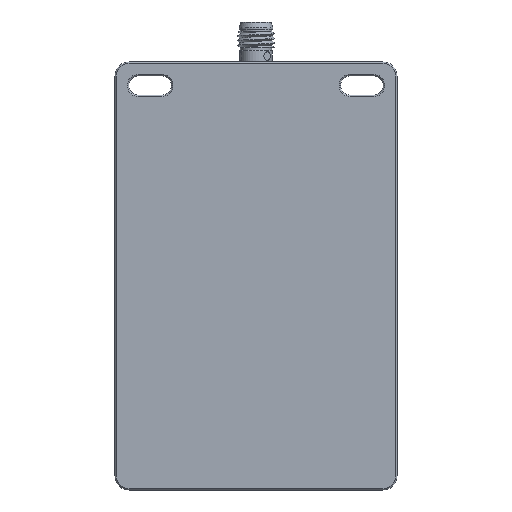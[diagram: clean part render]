
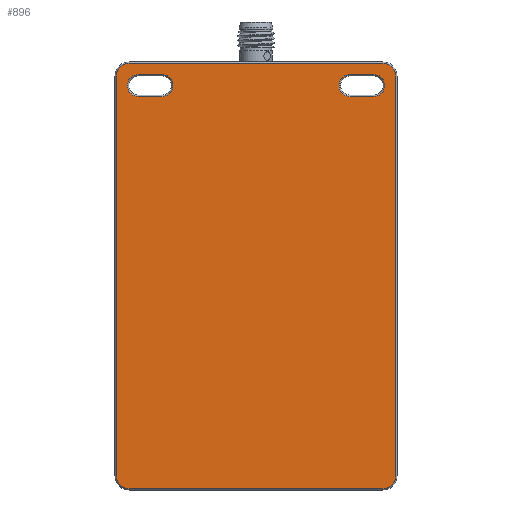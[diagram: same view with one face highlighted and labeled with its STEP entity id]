
A CAD part, front view. The second image highlights one B-rep face of the part: STEP entity #896.
In plain terms, the highlighted planar face has unit normal (0, -1, 0).
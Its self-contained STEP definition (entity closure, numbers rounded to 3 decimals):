
#32 = AXIS2_PLACEMENT_3D ( 'NONE', #4823, #2381, #6944 ) ;
#133 = CIRCLE ( 'NONE', #6405, 2.7 ) ;
#218 = EDGE_CURVE ( 'NONE', #2434, #4614, #3012, .T. ) ;
#269 = ORIENTED_EDGE ( 'NONE', *, *, #727, .T. ) ;
#313 = VECTOR ( 'NONE', #4245, 1000. ) ;
#421 = CARTESIAN_POINT ( 'NONE',  ( 0., 0., 0. ) ) ;
#431 = DIRECTION ( 'NONE',  ( 1., 0., 0. ) ) ;
#435 = VERTEX_POINT ( 'NONE', #6300 ) ;
#537 = CARTESIAN_POINT ( 'NONE',  ( -25., 0., 43.65 ) ) ;
#569 = VERTEX_POINT ( 'NONE', #977 ) ;
#631 = DIRECTION ( 'NONE',  ( 0., 0., 1. ) ) ;
#727 = EDGE_CURVE ( 'NONE', #569, #3145, #7425, .T. ) ;
#802 = ORIENTED_EDGE ( 'NONE', *, *, #8091, .T. ) ;
#862 = AXIS2_PLACEMENT_3D ( 'NONE', #2214, #3593, #4185 ) ;
#896 = ADVANCED_FACE ( 'NONE', ( #2294, #3147, #2383 ), #7005, .F. ) ;
#977 = CARTESIAN_POINT ( 'NONE',  ( -25., 0., 48.35 ) ) ;
#1062 = CARTESIAN_POINT ( 'NONE',  ( -27., 0., 50.7 ) ) ;
#1076 = CARTESIAN_POINT ( 'NONE',  ( 27., 0., 48. ) ) ;
#1488 = EDGE_LOOP ( 'NONE', ( #269, #3116, #5844, #4067 ) ) ;
#1560 = DIRECTION ( 'NONE',  ( 0., 0., -1. ) ) ;
#1585 = VERTEX_POINT ( 'NONE', #7937 ) ;
#1629 = EDGE_CURVE ( 'NONE', #7588, #2571, #6038, .T. ) ;
#1651 = LINE ( 'NONE', #2171, #313 ) ;
#1656 = DIRECTION ( 'NONE',  ( 0., 1., 0. ) ) ;
#1701 = CARTESIAN_POINT ( 'NONE',  ( -20., 0., 46. ) ) ;
#1761 = EDGE_CURVE ( 'NONE', #435, #7588, #1829, .T. ) ;
#1784 = CARTESIAN_POINT ( 'NONE',  ( 25., 0., 48.35 ) ) ;
#1829 = LINE ( 'NONE', #7584, #7149 ) ;
#1838 = VERTEX_POINT ( 'NONE', #6158 ) ;
#1915 = CARTESIAN_POINT ( 'NONE',  ( 0., 0., 43.65 ) ) ;
#1944 = ORIENTED_EDGE ( 'NONE', *, *, #8113, .T. ) ;
#1949 = ORIENTED_EDGE ( 'NONE', *, *, #4569, .T. ) ;
#2112 = DIRECTION ( 'NONE',  ( 0., -1., 0. ) ) ;
#2139 = ORIENTED_EDGE ( 'NONE', *, *, #5150, .T. ) ;
#2171 = CARTESIAN_POINT ( 'NONE',  ( 25., 0., 48.35 ) ) ;
#2212 = VECTOR ( 'NONE', #1560, 1000. ) ;
#2214 = CARTESIAN_POINT ( 'NONE',  ( 20., 0., 46. ) ) ;
#2243 = ORIENTED_EDGE ( 'NONE', *, *, #6591, .T. ) ;
#2275 = AXIS2_PLACEMENT_3D ( 'NONE', #421, #3190, #6946 ) ;
#2294 = FACE_BOUND ( 'NONE', #8374, .T. ) ;
#2302 = CARTESIAN_POINT ( 'NONE',  ( 0., 0., 48.35 ) ) ;
#2381 = DIRECTION ( 'NONE',  ( 0., 1., 0. ) ) ;
#2383 = FACE_OUTER_BOUND ( 'NONE', #4164, .T. ) ;
#2386 = EDGE_CURVE ( 'NONE', #1585, #6388, #5153, .T. ) ;
#2434 = VERTEX_POINT ( 'NONE', #6439 ) ;
#2571 = VERTEX_POINT ( 'NONE', #7806 ) ;
#2715 = AXIS2_PLACEMENT_3D ( 'NONE', #4872, #7506, #5519 ) ;
#2730 = CIRCLE ( 'NONE', #32, 2.35 ) ;
#2842 = DIRECTION ( 'NONE',  ( 0., 0., 1. ) ) ;
#3012 = LINE ( 'NONE', #6214, #6240 ) ;
#3116 = ORIENTED_EDGE ( 'NONE', *, *, #6075, .T. ) ;
#3145 = VERTEX_POINT ( 'NONE', #4730 ) ;
#3146 = AXIS2_PLACEMENT_3D ( 'NONE', #7143, #7174, #7209 ) ;
#3147 = FACE_BOUND ( 'NONE', #1488, .T. ) ;
#3190 = DIRECTION ( 'NONE',  ( 0., 1., 0. ) ) ;
#3485 = CARTESIAN_POINT ( 'NONE',  ( 27., 0., -39.7 ) ) ;
#3494 = ORIENTED_EDGE ( 'NONE', *, *, #4091, .T. ) ;
#3531 = AXIS2_PLACEMENT_3D ( 'NONE', #1701, #7725, #3775 ) ;
#3547 = DIRECTION ( 'NONE',  ( -1., 0., 0. ) ) ;
#3566 = CARTESIAN_POINT ( 'NONE',  ( -25., 0., 46. ) ) ;
#3593 = DIRECTION ( 'NONE',  ( 0., 1., 0. ) ) ;
#3598 = CARTESIAN_POINT ( 'NONE',  ( -29.7, 0., 0. ) ) ;
#3775 = DIRECTION ( 'NONE',  ( 0., 0., 1. ) ) ;
#3924 = VERTEX_POINT ( 'NONE', #5179 ) ;
#4054 = VERTEX_POINT ( 'NONE', #8006 ) ;
#4067 = ORIENTED_EDGE ( 'NONE', *, *, #4610, .T. ) ;
#4091 = EDGE_CURVE ( 'NONE', #4522, #435, #2730, .T. ) ;
#4131 = LINE ( 'NONE', #4903, #6138 ) ;
#4164 = EDGE_LOOP ( 'NONE', ( #5834, #2139, #2243, #5112, #1949, #6419, #1944, #8149 ) ) ;
#4185 = DIRECTION ( 'NONE',  ( 0., 0., 1. ) ) ;
#4214 = DIRECTION ( 'NONE',  ( 0., 0., 1. ) ) ;
#4245 = DIRECTION ( 'NONE',  ( 1., 0., 0. ) ) ;
#4388 = VECTOR ( 'NONE', #8112, 1000. ) ;
#4483 = VECTOR ( 'NONE', #4508, 1000. ) ;
#4508 = DIRECTION ( 'NONE',  ( -1., 0., 0. ) ) ;
#4522 = VERTEX_POINT ( 'NONE', #1784 ) ;
#4569 = EDGE_CURVE ( 'NONE', #5679, #1838, #4880, .T. ) ;
#4610 = EDGE_CURVE ( 'NONE', #6388, #569, #5196, .T. ) ;
#4614 = VERTEX_POINT ( 'NONE', #3485 ) ;
#4730 = CARTESIAN_POINT ( 'NONE',  ( -20., 0., 48.35 ) ) ;
#4809 = CARTESIAN_POINT ( 'NONE',  ( -29.7, 0., 48. ) ) ;
#4823 = CARTESIAN_POINT ( 'NONE',  ( 25., 0., 46. ) ) ;
#4849 = DIRECTION ( 'NONE',  ( 0., 0., 1. ) ) ;
#4872 = CARTESIAN_POINT ( 'NONE',  ( -27., 0., 48. ) ) ;
#4880 = LINE ( 'NONE', #1062, #4388 ) ;
#4903 = CARTESIAN_POINT ( 'NONE',  ( 29.7, 0., 0. ) ) ;
#5112 = ORIENTED_EDGE ( 'NONE', *, *, #6516, .T. ) ;
#5150 = EDGE_CURVE ( 'NONE', #4614, #3924, #133, .T. ) ;
#5153 = LINE ( 'NONE', #1915, #4483 ) ;
#5179 = CARTESIAN_POINT ( 'NONE',  ( 29.7, 0., -37. ) ) ;
#5196 = CIRCLE ( 'NONE', #6580, 2.35 ) ;
#5311 = VERTEX_POINT ( 'NONE', #6624 ) ;
#5519 = DIRECTION ( 'NONE',  ( 0., 0., 1. ) ) ;
#5590 = CIRCLE ( 'NONE', #7235, 2.7 ) ;
#5679 = VERTEX_POINT ( 'NONE', #7115 ) ;
#5727 = CIRCLE ( 'NONE', #3531, 2.35 ) ;
#5834 = ORIENTED_EDGE ( 'NONE', *, *, #218, .T. ) ;
#5844 = ORIENTED_EDGE ( 'NONE', *, *, #2386, .T. ) ;
#6038 = CIRCLE ( 'NONE', #862, 2.35 ) ;
#6075 = EDGE_CURVE ( 'NONE', #3145, #1585, #5727, .T. ) ;
#6118 = ORIENTED_EDGE ( 'NONE', *, *, #1761, .T. ) ;
#6138 = VECTOR ( 'NONE', #4214, 1000. ) ;
#6158 = CARTESIAN_POINT ( 'NONE',  ( -27., 0., 50.7 ) ) ;
#6180 = EDGE_CURVE ( 'NONE', #4054, #2434, #7503, .T. ) ;
#6214 = CARTESIAN_POINT ( 'NONE',  ( 0., 0., -39.7 ) ) ;
#6240 = VECTOR ( 'NONE', #7587, 1000. ) ;
#6300 = CARTESIAN_POINT ( 'NONE',  ( 25., 0., 43.65 ) ) ;
#6388 = VERTEX_POINT ( 'NONE', #537 ) ;
#6405 = AXIS2_PLACEMENT_3D ( 'NONE', #6645, #2112, #631 ) ;
#6418 = CIRCLE ( 'NONE', #2715, 2.7 ) ;
#6419 = ORIENTED_EDGE ( 'NONE', *, *, #7437, .T. ) ;
#6439 = CARTESIAN_POINT ( 'NONE',  ( -27., 0., -39.7 ) ) ;
#6516 = EDGE_CURVE ( 'NONE', #5311, #5679, #5590, .T. ) ;
#6580 = AXIS2_PLACEMENT_3D ( 'NONE', #3566, #1656, #2842 ) ;
#6591 = EDGE_CURVE ( 'NONE', #3924, #5311, #4131, .T. ) ;
#6614 = VERTEX_POINT ( 'NONE', #4809 ) ;
#6624 = CARTESIAN_POINT ( 'NONE',  ( 29.7, 0., 48. ) ) ;
#6645 = CARTESIAN_POINT ( 'NONE',  ( 27., 0., -37. ) ) ;
#6765 = CARTESIAN_POINT ( 'NONE',  ( 20., 0., 43.65 ) ) ;
#6944 = DIRECTION ( 'NONE',  ( 0., 0., 1. ) ) ;
#6946 = DIRECTION ( 'NONE',  ( 0., 0., 1. ) ) ;
#7005 = PLANE ( 'NONE',  #2275 ) ;
#7115 = CARTESIAN_POINT ( 'NONE',  ( 27., 0., 50.7 ) ) ;
#7143 = CARTESIAN_POINT ( 'NONE',  ( -27., 0., -37. ) ) ;
#7149 = VECTOR ( 'NONE', #3547, 1000. ) ;
#7174 = DIRECTION ( 'NONE',  ( 0., -1., 0. ) ) ;
#7209 = DIRECTION ( 'NONE',  ( 0., 0., 1. ) ) ;
#7235 = AXIS2_PLACEMENT_3D ( 'NONE', #1076, #8164, #4849 ) ;
#7263 = ORIENTED_EDGE ( 'NONE', *, *, #1629, .T. ) ;
#7425 = LINE ( 'NONE', #2302, #8273 ) ;
#7437 = EDGE_CURVE ( 'NONE', #1838, #6614, #6418, .T. ) ;
#7503 = CIRCLE ( 'NONE', #3146, 2.7 ) ;
#7506 = DIRECTION ( 'NONE',  ( 0., -1., 0. ) ) ;
#7584 = CARTESIAN_POINT ( 'NONE',  ( 20., 0., 43.65 ) ) ;
#7587 = DIRECTION ( 'NONE',  ( 1., 0., 0. ) ) ;
#7588 = VERTEX_POINT ( 'NONE', #6765 ) ;
#7725 = DIRECTION ( 'NONE',  ( 0., 1., 0. ) ) ;
#7806 = CARTESIAN_POINT ( 'NONE',  ( 20., 0., 48.35 ) ) ;
#7937 = CARTESIAN_POINT ( 'NONE',  ( -20., 0., 43.65 ) ) ;
#8006 = CARTESIAN_POINT ( 'NONE',  ( -29.7, 0., -37. ) ) ;
#8091 = EDGE_CURVE ( 'NONE', #2571, #4522, #1651, .T. ) ;
#8109 = LINE ( 'NONE', #3598, #2212 ) ;
#8112 = DIRECTION ( 'NONE',  ( -1., 0., 0. ) ) ;
#8113 = EDGE_CURVE ( 'NONE', #6614, #4054, #8109, .T. ) ;
#8149 = ORIENTED_EDGE ( 'NONE', *, *, #6180, .T. ) ;
#8164 = DIRECTION ( 'NONE',  ( 0., -1., 0. ) ) ;
#8273 = VECTOR ( 'NONE', #431, 1000. ) ;
#8374 = EDGE_LOOP ( 'NONE', ( #7263, #802, #3494, #6118 ) ) ;
